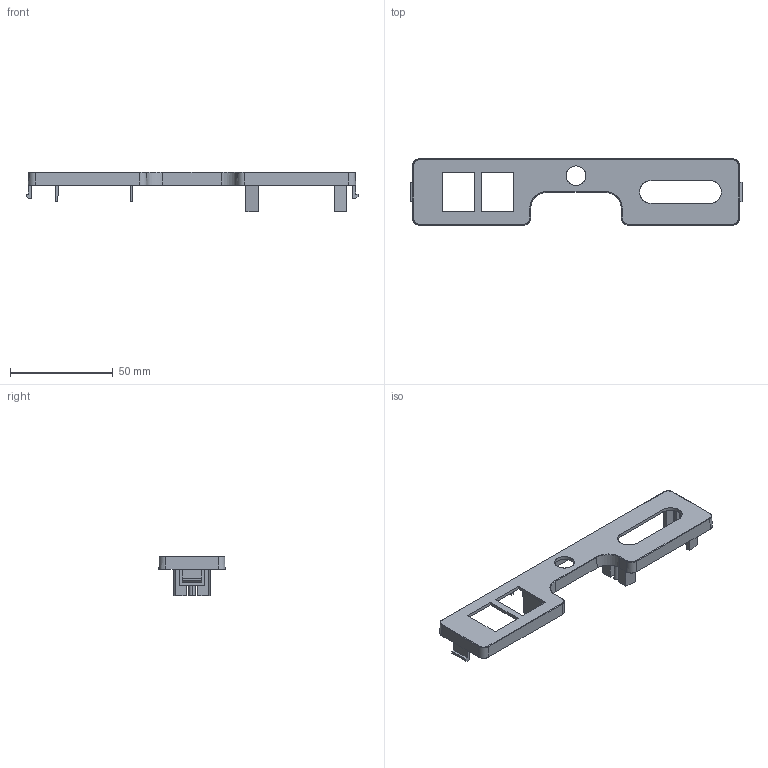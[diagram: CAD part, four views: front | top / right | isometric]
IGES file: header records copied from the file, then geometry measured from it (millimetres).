
Start section: SolidWorks IGES file using analytic representation for surfaces
Global section: file name: Snap_Cover_rad.IGS; native system: SolidWorks 2005 by SolidWorks Corporation; preprocessor: SolidWorks 2005 by SolidWorks Corporation; author: Jay Shoemaker; date: 041029.170310; units: millimetre
Bounding box: 161.48 x 32.19 x 19.35 mm (x, y, z)
Surface area: 14843.6 mm2 (no closed solid volume)
Topology: 0 solids, 0 shells, 177 faces, 1456 edges, 1456 vertices
Faces by surface type: bspline 128, revolution 49
